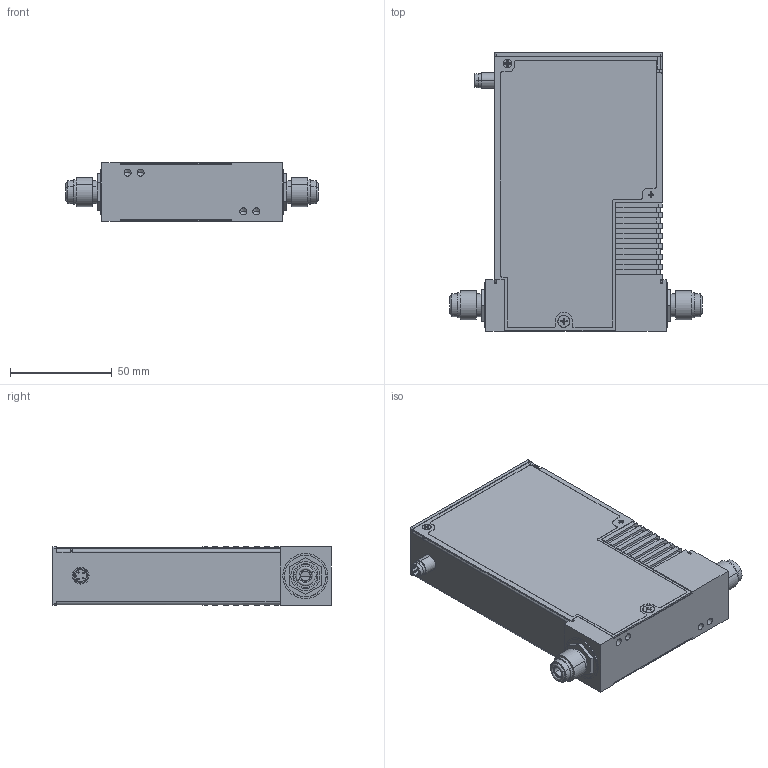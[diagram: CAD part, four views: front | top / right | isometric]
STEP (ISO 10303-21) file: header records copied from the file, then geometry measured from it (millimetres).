
FILE_DESCRIPTION (( 'STEP AP203' ), '1' );
FILE_NAME ('P9B_4vcr_e-cat.STEP', '2023-01-19T21:50:32', ( '' ), ( '' ), 'SwSTEP 2.0', 'SolidWorks 2019', '' );
FILE_SCHEMA (( 'CONFIG_CONTROL_DESIGN' ));
Length unit declared in the file: inch
Products named in the file (1): P9B_4vcr_e-cat
Bounding box: 123.95 x 136.75 x 28.61 mm (x, y, z)
Volume: 92614.7 mm3; surface area: 86242.8 mm2
Topology: 3 solids, 3 shells, 1171 faces, 3172 edges, 1927 vertices
Faces by surface type: plane 492, cylinder 391, bspline 188, cone 92, torus 6, sphere 2
Entity records: 41445 total; most frequent: CARTESIAN_POINT 13197, ORIENTED_EDGE 6044, DIRECTION 5513, EDGE_CURVE 3022, VERTEX_POINT 1925, VECTOR 1845, LINE 1845, AXIS2_PLACEMENT_3D 1834
